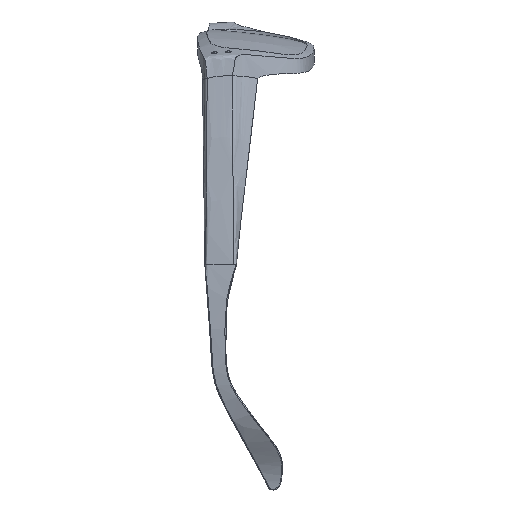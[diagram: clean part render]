
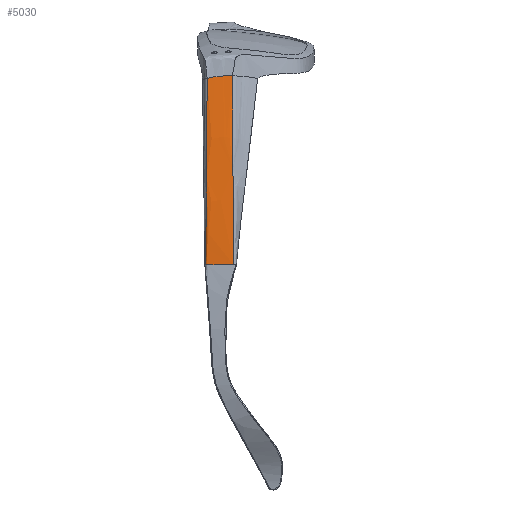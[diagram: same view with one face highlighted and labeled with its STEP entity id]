
A CAD part, left-side view. The second image highlights one B-rep face of the part: STEP entity #5030.
In plain terms, the highlighted free-form (B-spline) face has degree [3, 3] with [17, 4] control points.
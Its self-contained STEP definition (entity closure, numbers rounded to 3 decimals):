
#1082 = VERTEX_POINT('',#1083);
#1083 = CARTESIAN_POINT('',(-102.629,25.372,0.));
#1090 = EDGE_CURVE('',#1091,#1082,#1093,.T.);
#1091 = VERTEX_POINT('',#1092);
#1092 = CARTESIAN_POINT('',(-103.063,24.325,0.));
#1093 = B_SPLINE_CURVE_WITH_KNOTS('',3,(#1094,#1095,#1096,#1097,#1098,
    #1099,#1100,#1101,#1102),.UNSPECIFIED.,.F.,.F.,(4,1,1,1,1,1,4),(0.,
    0.125,0.25,0.375,0.5,
    0.75,1.),.UNSPECIFIED.);
#1094 = CARTESIAN_POINT('',(-103.063,24.325,0.));
#1095 = CARTESIAN_POINT('',(-103.063,24.361,0.));
#1096 = CARTESIAN_POINT('',(-103.06,24.436,0.));
#1097 = CARTESIAN_POINT('',(-103.046,24.559,0.));
#1098 = CARTESIAN_POINT('',(-103.018,24.695,0.));
#1099 = CARTESIAN_POINT('',(-102.959,24.886,0.));
#1100 = CARTESIAN_POINT('',(-102.835,25.139,0.));
#1101 = CARTESIAN_POINT('',(-102.698,25.303,0.));
#1102 = CARTESIAN_POINT('',(-102.629,25.372,0.));
#1104 = EDGE_CURVE('',#1105,#1091,#1107,.T.);
#1105 = VERTEX_POINT('',#1106);
#1106 = CARTESIAN_POINT('',(-103.063,11.707,0.));
#1107 = B_SPLINE_CURVE_WITH_KNOTS('',3,(#1108,#1109,#1110,#1111,#1112,
    #1113,#1114),.UNSPECIFIED.,.F.,.F.,(4,1,1,1,4),(0.,0.25,
    0.5,0.75,1.),.UNSPECIFIED.);
#1108 = CARTESIAN_POINT('',(-103.063,11.707,0.));
#1109 = CARTESIAN_POINT('',(-103.063,12.466,0.));
#1110 = CARTESIAN_POINT('',(-103.063,14.132,0.));
#1111 = CARTESIAN_POINT('',(-103.063,17.22,0.));
#1112 = CARTESIAN_POINT('',(-103.063,20.88,0.));
#1113 = CARTESIAN_POINT('',(-103.063,23.248,0.));
#1114 = CARTESIAN_POINT('',(-103.063,24.325,0.));
#4814 = VERTEX_POINT('',#4815);
#4815 = CARTESIAN_POINT('',(-98.37,12.25,
    92.857));
#4891 = EDGE_CURVE('',#4892,#4814,#4894,.T.);
#4892 = VERTEX_POINT('',#4893);
#4893 = CARTESIAN_POINT('',(-98.37,24.651,
    91.649));
#4894 = B_SPLINE_CURVE_WITH_KNOTS('',3,(#4895,#4896,#4897,#4898,#4899,
    #4900),.UNSPECIFIED.,.F.,.F.,(4,2,4),(0.,0.451,1.),
  .UNSPECIFIED.);
#4895 = CARTESIAN_POINT('',(-98.37,24.651,
    91.649));
#4896 = CARTESIAN_POINT('',(-98.37,23.008,
    92.052));
#4897 = CARTESIAN_POINT('',(-98.37,21.258,
    92.36));
#4898 = CARTESIAN_POINT('',(-98.37,17.155,
    92.812));
#4899 = CARTESIAN_POINT('',(-98.37,14.758,
    92.907));
#4900 = CARTESIAN_POINT('',(-98.37,12.25,
    92.857));
#4974 = EDGE_CURVE('',#1082,#4892,#4975,.T.);
#4975 = B_SPLINE_CURVE_WITH_KNOTS('',3,(#4976,#4977,#4978,#4979),
  .UNSPECIFIED.,.F.,.F.,(4,4),(0.,1.),.PIECEWISE_BEZIER_KNOTS.);
#4976 = CARTESIAN_POINT('',(-102.629,25.372,0.));
#4977 = CARTESIAN_POINT('',(-103.347,25.164,
    30.671));
#4978 = CARTESIAN_POINT('',(-101.467,24.887,
    61.227));
#4979 = CARTESIAN_POINT('',(-98.37,24.651,
    91.649));
#5030 = ADVANCED_FACE('',(#5031),#5044,.F.);
#5031 = FACE_BOUND('',#5032,.F.);
#5032 = EDGE_LOOP('',(#5033,#5034,#5035,#5036,#5043));
#5033 = ORIENTED_EDGE('',*,*,#1090,.T.);
#5034 = ORIENTED_EDGE('',*,*,#4974,.T.);
#5035 = ORIENTED_EDGE('',*,*,#4891,.T.);
#5036 = ORIENTED_EDGE('',*,*,#5037,.F.);
#5037 = EDGE_CURVE('',#1105,#4814,#5038,.T.);
#5038 = B_SPLINE_CURVE_WITH_KNOTS('',3,(#5039,#5040,#5041,#5042),
  .UNSPECIFIED.,.F.,.F.,(4,4),(0.,1.),.PIECEWISE_BEZIER_KNOTS.);
#5039 = CARTESIAN_POINT('',(-103.063,11.707,0.));
#5040 = CARTESIAN_POINT('',(-102.835,11.888,31.527
    ));
#5041 = CARTESIAN_POINT('',(-101.271,12.069,
    62.479));
#5042 = CARTESIAN_POINT('',(-98.37,12.25,
    92.857));
#5043 = ORIENTED_EDGE('',*,*,#1104,.T.);
#5044 = B_SPLINE_SURFACE_WITH_KNOTS('',3,3,(
    (#5045,#5046,#5047,#5048)
    ,(#5049,#5050,#5051,#5052)
    ,(#5053,#5054,#5055,#5056)
    ,(#5057,#5058,#5059,#5060)
    ,(#5061,#5062,#5063,#5064)
    ,(#5065,#5066,#5067,#5068)
    ,(#5069,#5070,#5071,#5072)
    ,(#5073,#5074,#5075,#5076)
    ,(#5077,#5078,#5079,#5080)
    ,(#5081,#5082,#5083,#5084)
    ,(#5085,#5086,#5087,#5088)
    ,(#5089,#5090,#5091,#5092)
    ,(#5093,#5094,#5095,#5096)
    ,(#5097,#5098,#5099,#5100)
    ,(#5101,#5102,#5103,#5104)
    ,(#5105,#5106,#5107,#5108)
    ,(#5109,#5110,#5111,#5112
    )),.UNSPECIFIED.,.F.,.F.,.F.,(4,1,1,1,2,1,1,1,2,1,1,1,4),(4,4),(
    0.411,0.479,0.547,0.614,
    0.682,0.749,0.817,0.884,
    0.952,0.964,0.976,0.988,1.),(0.,
    1.),.UNSPECIFIED.);
#5045 = CARTESIAN_POINT('',(-103.063,11.707,0.));
#5046 = CARTESIAN_POINT('',(-102.835,11.888,31.527
    ));
#5047 = CARTESIAN_POINT('',(-101.271,12.069,
    62.479));
#5048 = CARTESIAN_POINT('',(-98.37,12.25,
    92.857));
#5049 = CARTESIAN_POINT('',(-103.063,12.171,0.));
#5050 = CARTESIAN_POINT('',(-102.878,12.388,
    31.622));
#5051 = CARTESIAN_POINT('',(-101.314,12.606,
    62.578));
#5052 = CARTESIAN_POINT('',(-98.37,12.824,
    92.869));
#5053 = CARTESIAN_POINT('',(-103.063,13.148,0.));
#5054 = CARTESIAN_POINT('',(-102.96,13.382,
    31.798));
#5055 = CARTESIAN_POINT('',(-101.395,13.616,
    62.757));
#5056 = CARTESIAN_POINT('',(-98.37,13.849,
    92.875));
#5057 = CARTESIAN_POINT('',(-103.063,14.741,0.));
#5058 = CARTESIAN_POINT('',(-103.06,14.913,
    32.006));
#5059 = CARTESIAN_POINT('',(-101.496,15.084,
    62.956));
#5060 = CARTESIAN_POINT('',(-98.37,15.255,
    92.851));
#5061 = CARTESIAN_POINT('',(-103.063,16.402,0.));
#5062 = CARTESIAN_POINT('',(-103.129,16.473,
    32.133));
#5063 = CARTESIAN_POINT('',(-101.565,16.544,
    63.065));
#5064 = CARTESIAN_POINT('',(-98.37,16.614,
    92.796));
#5065 = CARTESIAN_POINT('',(-103.063,17.49,0.));
#5066 = CARTESIAN_POINT('',(-103.147,17.505,
    32.15));
#5067 = CARTESIAN_POINT('',(-101.583,17.521,
    63.061));
#5068 = CARTESIAN_POINT('',(-98.37,17.537,
    92.735));
#5069 = CARTESIAN_POINT('',(-103.063,18.541,0.));
#5070 = CARTESIAN_POINT('',(-103.147,18.525,
    32.122));
#5071 = CARTESIAN_POINT('',(-101.583,18.51,
    63.008));
#5072 = CARTESIAN_POINT('',(-98.37,18.494,
    92.658));
#5073 = CARTESIAN_POINT('',(-103.063,19.591,0.));
#5074 = CARTESIAN_POINT('',(-103.191,19.547,
    31.991));
#5075 = CARTESIAN_POINT('',(-101.585,19.497,
    62.847));
#5076 = CARTESIAN_POINT('',(-98.37,19.451,
    92.566));
#5077 = CARTESIAN_POINT('',(-103.063,21.166,0.));
#5078 = CARTESIAN_POINT('',(-103.333,21.083,
    31.606));
#5079 = CARTESIAN_POINT('',(-101.594,20.975,
    62.403));
#5080 = CARTESIAN_POINT('',(-98.37,20.882,
    92.384));
#5081 = CARTESIAN_POINT('',(-103.063,22.742,0.));
#5082 = CARTESIAN_POINT('',(-103.495,22.619,
    31.161));
#5083 = CARTESIAN_POINT('',(-101.603,22.446,
    61.883));
#5084 = CARTESIAN_POINT('',(-98.37,22.302,
    92.155));
#5085 = CARTESIAN_POINT('',(-103.063,23.797,0.));
#5086 = CARTESIAN_POINT('',(-103.579,23.64,
    30.908));
#5087 = CARTESIAN_POINT('',(-101.608,23.421,
    61.57));
#5088 = CARTESIAN_POINT('',(-98.37,23.239,
    91.969));
#5089 = CARTESIAN_POINT('',(-103.063,24.419,0.));
#5090 = CARTESIAN_POINT('',(-103.611,24.239,
    30.796));
#5091 = CARTESIAN_POINT('',(-101.61,23.994,
    61.419));
#5092 = CARTESIAN_POINT('',(-98.37,23.786,
    91.85));
#5093 = CARTESIAN_POINT('',(-103.045,24.626,0.));
#5094 = CARTESIAN_POINT('',(-103.607,24.428,
    30.766));
#5095 = CARTESIAN_POINT('',(-101.604,24.163,
    61.378));
#5096 = CARTESIAN_POINT('',(-98.37,23.936,
    91.817));
#5097 = CARTESIAN_POINT('',(-102.941,24.942,0.));
#5098 = CARTESIAN_POINT('',(-103.547,24.71,
    30.728));
#5099 = CARTESIAN_POINT('',(-101.57,24.409,
    61.324));
#5100 = CARTESIAN_POINT('',(-98.37,24.148,
    91.769));
#5101 = CARTESIAN_POINT('',(-102.789,25.197,0.));
#5102 = CARTESIAN_POINT('',(-103.452,24.955,
    30.697));
#5103 = CARTESIAN_POINT('',(-101.52,24.643,61.275
    ));
#5104 = CARTESIAN_POINT('',(-98.37,24.372,
    91.716));
#5105 = CARTESIAN_POINT('',(-102.682,25.32,0.));
#5106 = CARTESIAN_POINT('',(-103.382,25.092,
    30.68));
#5107 = CARTESIAN_POINT('',(-101.484,24.795,
    61.246));
#5108 = CARTESIAN_POINT('',(-98.37,24.539,
    91.676));
#5109 = CARTESIAN_POINT('',(-102.629,25.372,0.));
#5110 = CARTESIAN_POINT('',(-103.347,25.164,
    30.671));
#5111 = CARTESIAN_POINT('',(-101.467,24.887,
    61.227));
#5112 = CARTESIAN_POINT('',(-98.37,24.651,
    91.649));
